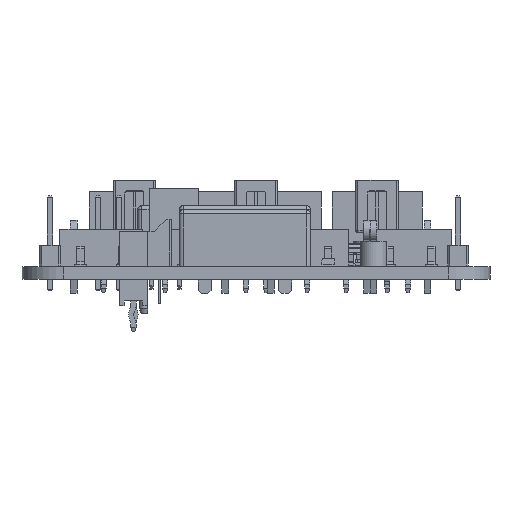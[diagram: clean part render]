
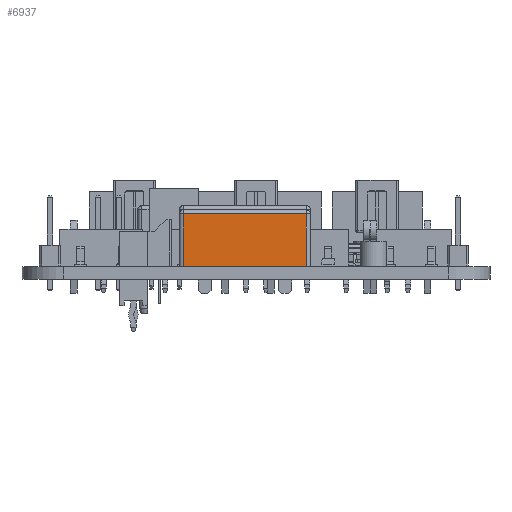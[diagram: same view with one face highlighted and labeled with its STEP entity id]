
A CAD part, left-side view. The second image highlights one B-rep face of the part: STEP entity #6937.
In plain terms, the highlighted face is planar.
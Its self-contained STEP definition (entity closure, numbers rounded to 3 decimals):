
#6594 = VERTEX_POINT('',#6595);
#6595 = CARTESIAN_POINT('',(7.493,0.,3.366));
#6602 = EDGE_CURVE('',#6603,#6594,#6605,.T.);
#6603 = VERTEX_POINT('',#6604);
#6604 = CARTESIAN_POINT('',(-7.493,0.,3.366));
#6605 = LINE('',#6606,#6607);
#6606 = CARTESIAN_POINT('',(7.493,0.,3.366));
#6607 = VECTOR('',#6608,1.);
#6608 = DIRECTION('',(1.,-0.,0.));
#6916 = EDGE_CURVE('',#6917,#6603,#6919,.T.);
#6917 = VERTEX_POINT('',#6918);
#6918 = CARTESIAN_POINT('',(-7.493,6.858,3.366));
#6919 = LINE('',#6920,#6921);
#6920 = CARTESIAN_POINT('',(-7.493,7.366,3.366));
#6921 = VECTOR('',#6922,1.);
#6922 = DIRECTION('',(-0.,-1.,-0.));
#6937 = ADVANCED_FACE('',(#6938),#6956,.F.);
#6938 = FACE_BOUND('',#6939,.T.);
#6939 = EDGE_LOOP('',(#6940,#6948,#6954,#6955));
#6940 = ORIENTED_EDGE('',*,*,#6941,.F.);
#6941 = EDGE_CURVE('',#6942,#6594,#6944,.T.);
#6942 = VERTEX_POINT('',#6943);
#6943 = CARTESIAN_POINT('',(7.493,6.858,3.366));
#6944 = LINE('',#6945,#6946);
#6945 = CARTESIAN_POINT('',(7.493,7.366,3.366));
#6946 = VECTOR('',#6947,1.);
#6947 = DIRECTION('',(-0.,-1.,-0.));
#6948 = ORIENTED_EDGE('',*,*,#6949,.T.);
#6949 = EDGE_CURVE('',#6942,#6917,#6950,.T.);
#6950 = LINE('',#6951,#6952);
#6951 = CARTESIAN_POINT('',(-7.493,6.858,3.366));
#6952 = VECTOR('',#6953,1.);
#6953 = DIRECTION('',(-1.,-0.,0.));
#6954 = ORIENTED_EDGE('',*,*,#6916,.T.);
#6955 = ORIENTED_EDGE('',*,*,#6602,.T.);
#6956 = PLANE('',#6957);
#6957 = AXIS2_PLACEMENT_3D('',#6958,#6959,#6960);
#6958 = CARTESIAN_POINT('',(7.493,7.366,3.366));
#6959 = DIRECTION('',(0.,0.,-1.));
#6960 = DIRECTION('',(-1.,0.,0.));
